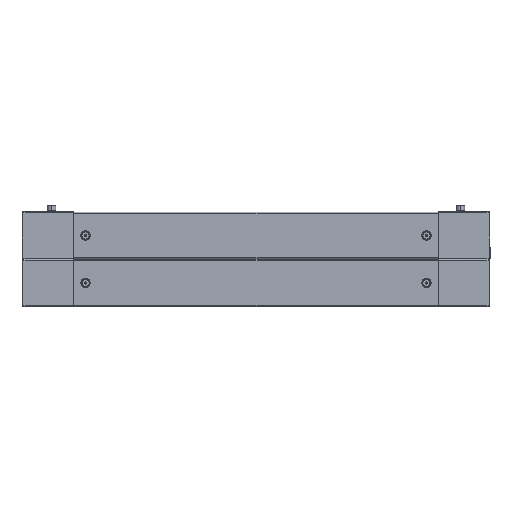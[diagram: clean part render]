
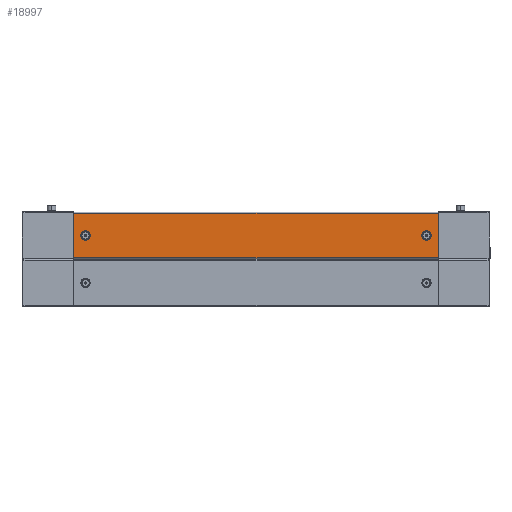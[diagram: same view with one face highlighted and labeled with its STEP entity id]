
A CAD part, top view. The second image highlights one B-rep face of the part: STEP entity #18997.
In plain terms, the highlighted face is planar.
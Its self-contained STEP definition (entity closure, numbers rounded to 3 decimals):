
#1322 = DIRECTION ( 'NONE',  ( 0., 0., 1. ) ) ;
#1324 = CARTESIAN_POINT ( 'NONE',  ( -389., -48., 0. ) ) ;
#1325 = FACE_BOUND ( 'NONE', #15229, .T. ) ;
#1327 = FACE_OUTER_BOUND ( 'NONE', #15286, .T. ) ;
#1328 = FACE_BOUND ( 'NONE', #15298, .T. ) ;
#1329 = PLANE ( 'NONE',  #18111 ) ;
#1331 = DIRECTION ( 'NONE',  ( 1., 0., 0. ) ) ;
#1741 = VERTEX_POINT ( 'NONE', #5262 ) ;
#1755 = VERTEX_POINT ( 'NONE', #5254 ) ;
#1865 = VERTEX_POINT ( 'NONE', #5188 ) ;
#2021 = VERTEX_POINT ( 'NONE', #5090 ) ;
#2271 = VERTEX_POINT ( 'NONE', #4949 ) ;
#2351 = VERTEX_POINT ( 'NONE', #4904 ) ;
#2525 = VERTEX_POINT ( 'NONE', #4808 ) ;
#3860 = CARTESIAN_POINT ( 'NONE',  ( 363.5, 0., 0. ) ) ;
#3861 = DIRECTION ( 'NONE',  ( 0., 0., -1. ) ) ;
#3862 = DIRECTION ( 'NONE',  ( -1., 0., 0. ) ) ;
#3905 = CARTESIAN_POINT ( 'NONE',  ( -363.5, 0., 0. ) ) ;
#3906 = DIRECTION ( 'NONE',  ( 0., 0., 1. ) ) ;
#3907 = DIRECTION ( 'NONE',  ( 1., 0., 0. ) ) ;
#3938 = CARTESIAN_POINT ( 'NONE',  ( 389., -47.9, 0. ) ) ;
#3942 = LINE ( 'NONE', #3938, #9297 ) ;
#3944 = LINE ( 'NONE', #3953, #9291 ) ;
#3945 = LINE ( 'NONE', #3950, #9294 ) ;
#3946 = CARTESIAN_POINT ( 'NONE',  ( -363.5, 0., 0. ) ) ;
#3947 = DIRECTION ( 'NONE',  ( 0., 0., 1. ) ) ;
#3948 = DIRECTION ( 'NONE',  ( 1., 0., 0. ) ) ;
#3949 = DIRECTION ( 'NONE',  ( -1., 0., 0. ) ) ;
#3950 = CARTESIAN_POINT ( 'NONE',  ( -389., 48., 0. ) ) ;
#3952 = DIRECTION ( 'NONE',  ( 0., -1., 0. ) ) ;
#3953 = CARTESIAN_POINT ( 'NONE',  ( -389., 47.9, 0. ) ) ;
#3954 = DIRECTION ( 'NONE',  ( 1., 0., 0. ) ) ;
#3955 = LINE ( 'NONE', #3957, #9295 ) ;
#3957 = CARTESIAN_POINT ( 'NONE',  ( 389., 48., 0. ) ) ;
#3958 = DIRECTION ( 'NONE',  ( 0., 1., 0. ) ) ;
#3961 = CARTESIAN_POINT ( 'NONE',  ( 363.5, 0., 0. ) ) ;
#3962 = DIRECTION ( 'NONE',  ( 0., 0., -1. ) ) ;
#3963 = DIRECTION ( 'NONE',  ( -1., 0., 0. ) ) ;
#4808 = CARTESIAN_POINT ( 'NONE',  ( -373.5, 0., 0. ) ) ;
#4904 = CARTESIAN_POINT ( 'NONE',  ( 389., 47.9, 0. ) ) ;
#4949 = CARTESIAN_POINT ( 'NONE',  ( -353.5, 0., 0. ) ) ;
#5090 = CARTESIAN_POINT ( 'NONE',  ( -389., 47.9, 0. ) ) ;
#5188 = CARTESIAN_POINT ( 'NONE',  ( -389., -47.9, 0. ) ) ;
#5254 = CARTESIAN_POINT ( 'NONE',  ( 389., -47.9, 0. ) ) ;
#5262 = CARTESIAN_POINT ( 'NONE',  ( 373.5, 0., 0. ) ) ;
#9079 = AXIS2_PLACEMENT_3D ( 'NONE', #3905, #3906, #3907 ) ;
#9081 = CIRCLE ( 'NONE', #9079, 10. ) ;
#9112 = CIRCLE ( 'NONE', #9355, 10. ) ;
#9291 = VECTOR ( 'NONE', #3954, 1000. ) ;
#9292 = AXIS2_PLACEMENT_3D ( 'NONE', #3946, #3947, #3948 ) ;
#9294 = VECTOR ( 'NONE', #3952, 1000. ) ;
#9295 = VECTOR ( 'NONE', #3958, 1000. ) ;
#9297 = VECTOR ( 'NONE', #3949, 1000. ) ;
#9298 = CIRCLE ( 'NONE', #9301, 10. ) ;
#9301 = AXIS2_PLACEMENT_3D ( 'NONE', #3961, #3962, #3963 ) ;
#9333 = CIRCLE ( 'NONE', #9292, 10. ) ;
#9355 = AXIS2_PLACEMENT_3D ( 'NONE', #3860, #3861, #3862 ) ;
#14267 = ORIENTED_EDGE ( 'NONE', *, *, #19629, .F. ) ;
#14269 = ORIENTED_EDGE ( 'NONE', *, *, #19662, .F. ) ;
#14270 = ORIENTED_EDGE ( 'NONE', *, *, #19661, .F. ) ;
#14271 = ORIENTED_EDGE ( 'NONE', *, *, #19660, .T. ) ;
#14272 = ORIENTED_EDGE ( 'NONE', *, *, #19659, .F. ) ;
#14273 = ORIENTED_EDGE ( 'NONE', *, *, #19658, .T. ) ;
#14274 = ORIENTED_EDGE ( 'NONE', *, *, #19657, .T. ) ;
#14276 = ORIENTED_EDGE ( 'NONE', *, *, #19644, .T. ) ;
#14993 = VERTEX_POINT ( 'NONE', #15442 ) ;
#15229 = EDGE_LOOP ( 'NONE', ( #14276, #14274 ) ) ;
#15286 = EDGE_LOOP ( 'NONE', ( #14273, #14272, #14271, #14270 ) ) ;
#15298 = EDGE_LOOP ( 'NONE', ( #14269, #14267 ) ) ;
#15442 = CARTESIAN_POINT ( 'NONE',  ( 353.5, 0., 0. ) ) ;
#18111 = AXIS2_PLACEMENT_3D ( 'NONE', #1324, #1322, #1331 ) ;
#18997 = ADVANCED_FACE ( 'NONE', ( #1325, #1327, #1328 ), #1329, .F. ) ;
#19629 = EDGE_CURVE ( 'NONE', #1741, #14993, #9112, .T. ) ;
#19644 = EDGE_CURVE ( 'NONE', #2271, #2525, #9081, .T. ) ;
#19657 = EDGE_CURVE ( 'NONE', #2525, #2271, #9333, .T. ) ;
#19658 = EDGE_CURVE ( 'NONE', #1755, #1865, #3942, .T. ) ;
#19659 = EDGE_CURVE ( 'NONE', #2021, #1865, #3945, .T. ) ;
#19660 = EDGE_CURVE ( 'NONE', #2021, #2351, #3944, .T. ) ;
#19661 = EDGE_CURVE ( 'NONE', #1755, #2351, #3955, .T. ) ;
#19662 = EDGE_CURVE ( 'NONE', #14993, #1741, #9298, .T. ) ;
